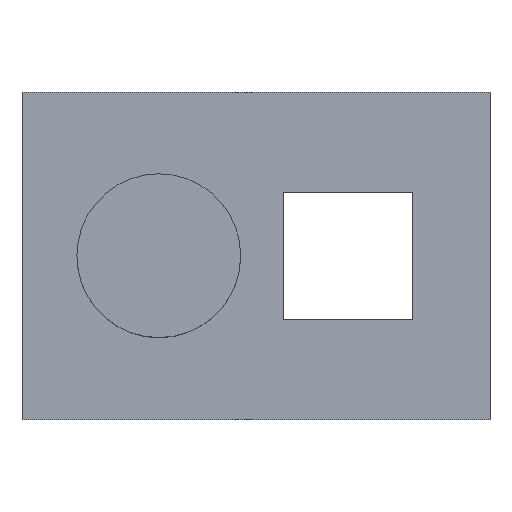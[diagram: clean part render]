
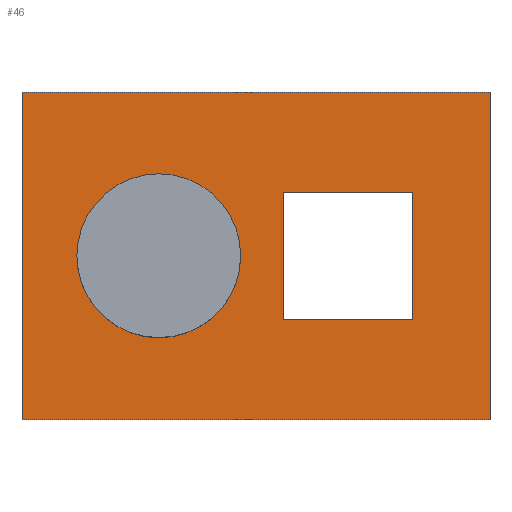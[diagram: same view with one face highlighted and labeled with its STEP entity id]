
A CAD part, top view. The second image highlights one B-rep face of the part: STEP entity #46.
In plain terms, the highlighted planar face has unit normal (0, 0, 1).
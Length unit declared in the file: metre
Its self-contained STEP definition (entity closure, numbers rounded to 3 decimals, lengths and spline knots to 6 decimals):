
#46 = ADVANCED_FACE( '', ( #92, #93, #94 ), #95, .T. );
#92 = FACE_BOUND( '', #139, .T. );
#93 = FACE_OUTER_BOUND( '', #140, .T. );
#94 = FACE_BOUND( '', #141, .T. );
#95 = PLANE( '', #142 );
#139 = EDGE_LOOP( '', ( #205 ) );
#140 = EDGE_LOOP( '', ( #206, #207, #208, #209 ) );
#141 = EDGE_LOOP( '', ( #210, #211, #212, #213 ) );
#142 = AXIS2_PLACEMENT_3D( '', #214, #215, #216 );
#205 = ORIENTED_EDGE( '', *, *, #287, .F. );
#206 = ORIENTED_EDGE( '', *, *, #281, .F. );
#207 = ORIENTED_EDGE( '', *, *, #288, .T. );
#208 = ORIENTED_EDGE( '', *, *, #289, .T. );
#209 = ORIENTED_EDGE( '', *, *, #272, .F. );
#210 = ORIENTED_EDGE( '', *, *, #276, .F. );
#211 = ORIENTED_EDGE( '', *, *, #290, .T. );
#212 = ORIENTED_EDGE( '', *, *, #284, .T. );
#213 = ORIENTED_EDGE( '', *, *, #266, .F. );
#214 = CARTESIAN_POINT( '', ( 0., 0., 0.02 ) );
#215 = DIRECTION( '', ( 0., 0., 1. ) );
#216 = DIRECTION( '', ( 1., 0., 0. ) );
#266 = EDGE_CURVE( '', #304, #306, #307, .T. );
#272 = EDGE_CURVE( '', #315, #317, #318, .T. );
#276 = EDGE_CURVE( '', #322, #304, #324, .T. );
#281 = EDGE_CURVE( '', #329, #315, #331, .T. );
#284 = EDGE_CURVE( '', #335, #306, #336, .T. );
#287 = EDGE_CURVE( '', #339, #339, #340, .T. );
#288 = EDGE_CURVE( '', #329, #341, #342, .T. );
#289 = EDGE_CURVE( '', #341, #317, #343, .T. );
#290 = EDGE_CURVE( '', #322, #335, #344, .T. );
#304 = VERTEX_POINT( '', #360 );
#306 = VERTEX_POINT( '', #363 );
#307 = LINE( '', #364, #365 );
#315 = VERTEX_POINT( '', #376 );
#317 = VERTEX_POINT( '', #379 );
#318 = LINE( '', #380, #381 );
#322 = VERTEX_POINT( '', #386 );
#324 = LINE( '', #389, #390 );
#329 = VERTEX_POINT( '', #397 );
#331 = LINE( '', #400, #401 );
#335 = VERTEX_POINT( '', #406 );
#336 = LINE( '', #407, #408 );
#339 = VERTEX_POINT( '', #412 );
#340 = CIRCLE( '', #413, 0.0175 );
#341 = VERTEX_POINT( '', #414 );
#342 = LINE( '', #415, #416 );
#343 = LINE( '', #417, #418 );
#344 = LINE( '', #419, #420 );
#360 = CARTESIAN_POINT( '', ( 0.033454, 0.01362, 0.02 ) );
#363 = CARTESIAN_POINT( '', ( 0.005787, 0.01362, 0.02 ) );
#364 = CARTESIAN_POINT( '', ( 0.01962, 0.01362, 0.02 ) );
#365 = VECTOR( '', #439, 1. );
#376 = CARTESIAN_POINT( '', ( -0.05, -0.035, 0.02 ) );
#379 = CARTESIAN_POINT( '', ( -0.05, 0.035, 0.02 ) );
#380 = CARTESIAN_POINT( '', ( -0.05, 0., 0.02 ) );
#381 = VECTOR( '', #444, 1. );
#386 = CARTESIAN_POINT( '', ( 0.033454, -0.01362, 0.02 ) );
#389 = CARTESIAN_POINT( '', ( 0.033454, 0., 0.02 ) );
#390 = VECTOR( '', #447, 1. );
#397 = CARTESIAN_POINT( '', ( 0.05, -0.035, 0.02 ) );
#400 = CARTESIAN_POINT( '', ( 0., -0.035, 0.02 ) );
#401 = VECTOR( '', #451, 1. );
#406 = CARTESIAN_POINT( '', ( 0.005787, -0.01362, 0.02 ) );
#407 = CARTESIAN_POINT( '', ( 0.005787, 0., 0.02 ) );
#408 = VECTOR( '', #453, 1. );
#412 = CARTESIAN_POINT( '', ( -0.003268, 0., 0.02 ) );
#413 = AXIS2_PLACEMENT_3D( '', #455, #456, #457 );
#414 = CARTESIAN_POINT( '', ( 0.05, 0.035, 0.02 ) );
#415 = CARTESIAN_POINT( '', ( 0.05, 0., 0.02 ) );
#416 = VECTOR( '', #458, 1. );
#417 = CARTESIAN_POINT( '', ( 0., 0.035, 0.02 ) );
#418 = VECTOR( '', #459, 1. );
#419 = CARTESIAN_POINT( '', ( 0.01962, -0.01362, 0.02 ) );
#420 = VECTOR( '', #460, 1. );
#439 = DIRECTION( '', ( -1., 0., 0. ) );
#444 = DIRECTION( '', ( 0., 1., 0. ) );
#447 = DIRECTION( '', ( 0., 1., 0. ) );
#451 = DIRECTION( '', ( -1., 0., 0. ) );
#453 = DIRECTION( '', ( 0., 1., 0. ) );
#455 = CARTESIAN_POINT( '', ( -0.020768, 0., 0.02 ) );
#456 = DIRECTION( '', ( 0., 0., 1. ) );
#457 = DIRECTION( '', ( 1., 0., 0. ) );
#458 = DIRECTION( '', ( 0., 1., 0. ) );
#459 = DIRECTION( '', ( -1., 0., 0. ) );
#460 = DIRECTION( '', ( -1., 0., 0. ) );
